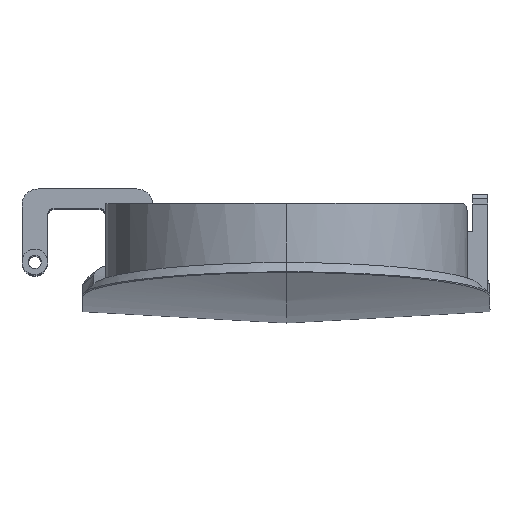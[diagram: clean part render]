
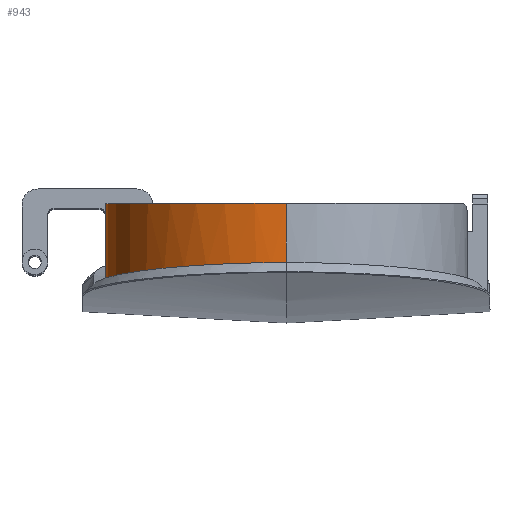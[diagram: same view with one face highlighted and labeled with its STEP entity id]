
A CAD part, top view. The second image highlights one B-rep face of the part: STEP entity #943.
In plain terms, the highlighted cylindrical face has radius 56.5 mm (diameter 113 mm), a partial arc.
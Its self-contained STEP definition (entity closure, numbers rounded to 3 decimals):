
#26 = CARTESIAN_POINT ( 'NONE',  ( -56.136, -652.788, 89.377 ) ) ;
#230 = ORIENTED_EDGE ( 'NONE', *, *, #1806, .T. ) ;
#394 = CARTESIAN_POINT ( 'NONE',  ( -46.007, -649.867, 114.81 ) ) ;
#530 = LINE ( 'NONE', #3554, #4580 ) ;
#849 = CARTESIAN_POINT ( 'NONE',  ( -49.086, -650.404, 110.22 ) ) ;
#943 = ADVANCED_FACE ( 'NONE', ( #3668 ), #1213, .T. ) ;
#1086 = CIRCLE ( 'NONE', #3876, 56.5 ) ;
#1126 = DIRECTION ( 'NONE',  ( 0., -1., 0. ) ) ;
#1203 = CARTESIAN_POINT ( 'NONE',  ( -28.353, -647.938, 130.88 ) ) ;
#1213 = CYLINDRICAL_SURFACE ( 'NONE', #5087, 56.5 ) ;
#1251 = CARTESIAN_POINT ( 'NONE',  ( -44.907, -649.692, 116.3 ) ) ;
#1327 = CARTESIAN_POINT ( 'NONE',  ( -23.429, -647.621, 133.446 ) ) ;
#1344 = ORIENTED_EDGE ( 'NONE', *, *, #5130, .T. ) ;
#1427 = EDGE_CURVE ( 'NONE', #3027, #4749, #530, .T. ) ;
#1609 = EDGE_LOOP ( 'NONE', ( #2743, #230, #1344, #4401 ) ) ;
#1676 = CARTESIAN_POINT ( 'NONE',  ( -53.822, -651.67, 99.214 ) ) ;
#1718 = CARTESIAN_POINT ( 'NONE',  ( -15.637, -647.266, 136.301 ) ) ;
#1753 = CARTESIAN_POINT ( 'NONE',  ( -20.027, -647.445, 134.864 ) ) ;
#1777 = VERTEX_POINT ( 'NONE', #2585 ) ;
#1806 = EDGE_CURVE ( 'NONE', #1777, #4991, #4502, .T. ) ;
#2006 = CARTESIAN_POINT ( 'NONE',  ( -27.545, -647.882, 131.339 ) ) ;
#2022 = CARTESIAN_POINT ( 'NONE',  ( -56.5, -653.202, 85.719 ) ) ;
#2057 = CARTESIAN_POINT ( 'NONE',  ( -30.738, -648.118, 129.416 ) ) ;
#2078 = CARTESIAN_POINT ( 'NONE',  ( -52.575, -651.27, 102.712 ) ) ;
#2157 = CARTESIAN_POINT ( 'NONE',  ( -12.026, -647.151, 137.213 ) ) ;
#2175 = CARTESIAN_POINT ( 'NONE',  ( -18.292, -647.367, 135.489 ) ) ;
#2585 = CARTESIAN_POINT ( 'NONE',  ( 0., -646.989, 138.5 ) ) ;
#2682 = DIRECTION ( 'NONE',  ( 0., 0., 1. ) ) ;
#2743 = ORIENTED_EDGE ( 'NONE', *, *, #3775, .T. ) ;
#2792 = CARTESIAN_POINT ( 'NONE',  ( -29.95, -648.056, 129.918 ) ) ;
#2850 = CARTESIAN_POINT ( 'NONE',  ( -50.812, -650.779, 106.98 ) ) ;
#2940 = CARTESIAN_POINT ( 'NONE',  ( -12.939, -647.177, 137.006 ) ) ;
#2953 = CARTESIAN_POINT ( 'NONE',  ( 0., -780.82, 138.5 ) ) ;
#3027 = VERTEX_POINT ( 'NONE', #3287 ) ;
#3162 = B_SPLINE_CURVE_WITH_KNOTS ( 'NONE', 3,
 ( #3616, #2022, #26, #4089, #3242, #1676, #3647, #4438, #2078, #2850, #849, #3666, #394, #1251, #4015, #4508, #3684, #4071, #4491, #2057, #2792, #1203, #2006, #4859, #1327, #1753, #2175, #1718, #4592, #2940, #2157, #4547, #4148, #4126 ),
 .UNSPECIFIED., .F., .F.,
 ( 4, 2, 2, 2, 2, 2, 2, 2, 2, 2, 2, 2, 2, 2, 2, 2, 4 ),
 ( 0., 0.011, 0.017, 0.019, 0.022, 0.033, 0.036, 0.039, 0.044, 0.055, 0.058, 0.061, 0.066, 0.072, 0.075, 0.077, 0.089 ),
 .UNSPECIFIED. ) ;
#3242 = CARTESIAN_POINT ( 'NONE',  ( -54.623, -651.973, 96.56 ) ) ;
#3287 = CARTESIAN_POINT ( 'NONE',  ( -56.5, -627.7, 82. ) ) ;
#3538 = CARTESIAN_POINT ( 'NONE',  ( 0., -627.7, 82. ) ) ;
#3554 = CARTESIAN_POINT ( 'NONE',  ( -56.5, -780.82, 82. ) ) ;
#3558 = DIRECTION ( 'NONE',  ( 0., 0., 1. ) ) ;
#3616 = CARTESIAN_POINT ( 'NONE',  ( -56.5, -653.623, 82. ) ) ;
#3644 = CARTESIAN_POINT ( 'NONE',  ( -56.5, -653.623, 82. ) ) ;
#3647 = CARTESIAN_POINT ( 'NONE',  ( -53.532, -651.569, 100.095 ) ) ;
#3666 = CARTESIAN_POINT ( 'NONE',  ( -46.536, -649.956, 114.054 ) ) ;
#3668 = FACE_OUTER_BOUND ( 'NONE', #1609, .T. ) ;
#3684 = CARTESIAN_POINT ( 'NONE',  ( -41.329, -649.186, 120.569 ) ) ;
#3775 = EDGE_CURVE ( 'NONE', #4749, #1777, #3162, .T. ) ;
#3876 = AXIS2_PLACEMENT_3D ( 'NONE', #3538, #5145, #2682 ) ;
#4015 = CARTESIAN_POINT ( 'NONE',  ( -44.336, -649.605, 117.035 ) ) ;
#4071 = CARTESIAN_POINT ( 'NONE',  ( -37.428, -648.718, 124.485 ) ) ;
#4089 = CARTESIAN_POINT ( 'NONE',  ( -55.067, -652.176, 94.775 ) ) ;
#4126 = CARTESIAN_POINT ( 'NONE',  ( 0., -646.989, 138.5 ) ) ;
#4148 = CARTESIAN_POINT ( 'NONE',  ( -3.743, -646.989, 138.5 ) ) ;
#4186 = DIRECTION ( 'NONE',  ( 0., 1., 0. ) ) ;
#4366 = DIRECTION ( 'NONE',  ( 0., 1., 0. ) ) ;
#4401 = ORIENTED_EDGE ( 'NONE', *, *, #1427, .T. ) ;
#4438 = CARTESIAN_POINT ( 'NONE',  ( -52.908, -651.369, 101.847 ) ) ;
#4491 = CARTESIAN_POINT ( 'NONE',  ( -34.59, -648.434, 126.828 ) ) ;
#4502 = LINE ( 'NONE', #2953, #4712 ) ;
#4508 = CARTESIAN_POINT ( 'NONE',  ( -42.569, -649.349, 119.197 ) ) ;
#4547 = CARTESIAN_POINT ( 'NONE',  ( -7.446, -647.036, 138.132 ) ) ;
#4580 = VECTOR ( 'NONE', #1126, 1000. ) ;
#4592 = CARTESIAN_POINT ( 'NONE',  ( -14.744, -647.234, 136.55 ) ) ;
#4712 = VECTOR ( 'NONE', #4186, 1000. ) ;
#4749 = VERTEX_POINT ( 'NONE', #3644 ) ;
#4859 = CARTESIAN_POINT ( 'NONE',  ( -25.097, -647.72, 132.654 ) ) ;
#4991 = VERTEX_POINT ( 'NONE', #5018 ) ;
#5018 = CARTESIAN_POINT ( 'NONE',  ( 0., -627.7, 138.5 ) ) ;
#5087 = AXIS2_PLACEMENT_3D ( 'NONE', #5224, #4366, #3558 ) ;
#5130 = EDGE_CURVE ( 'NONE', #4991, #3027, #1086, .T. ) ;
#5145 = DIRECTION ( 'NONE',  ( 0., -1., 0. ) ) ;
#5224 = CARTESIAN_POINT ( 'NONE',  ( 0., -780.82, 82. ) ) ;
